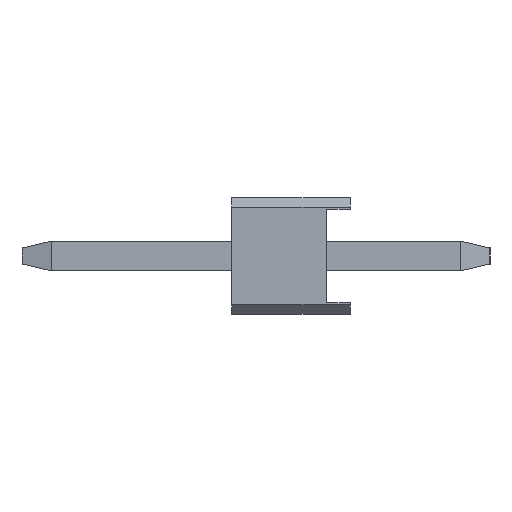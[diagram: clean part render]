
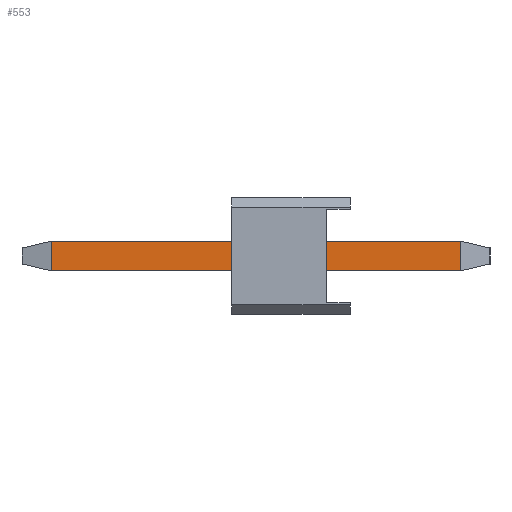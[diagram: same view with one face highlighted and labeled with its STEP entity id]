
A CAD part, left-side view. The second image highlights one B-rep face of the part: STEP entity #553.
In plain terms, the highlighted planar face has unit normal (-1, 0, 0).
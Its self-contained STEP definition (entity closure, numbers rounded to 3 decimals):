
#553 = ADVANCED_FACE( '', ( #1053 ), #1054, .F. );
#1053 = FACE_OUTER_BOUND( '', #1517, .T. );
#1054 = PLANE( '', #1518 );
#1517 = EDGE_LOOP( '', ( #2804, #2805, #2806, #2807 ) );
#1518 = AXIS2_PLACEMENT_3D( '', #2808, #2809, #2810 );
#2804 = ORIENTED_EDGE( '', *, *, #3399, .T. );
#2805 = ORIENTED_EDGE( '', *, *, #2965, .F. );
#2806 = ORIENTED_EDGE( '', *, *, #3378, .F. );
#2807 = ORIENTED_EDGE( '', *, *, #3028, .T. );
#2808 = CARTESIAN_POINT( '', ( -0.32, 6.4, 0.32 ) );
#2809 = DIRECTION( '', ( 1., 0., 0. ) );
#2810 = DIRECTION( '', ( 0., 0., -1. ) );
#2965 = EDGE_CURVE( '', #3519, #3515, #3521, .T. );
#3028 = EDGE_CURVE( '', #3628, #3632, #3634, .T. );
#3378 = EDGE_CURVE( '', #3628, #3519, #4192, .T. );
#3399 = EDGE_CURVE( '', #3632, #3515, #4214, .T. );
#3515 = VERTEX_POINT( '', #4335 );
#3519 = VERTEX_POINT( '', #4341 );
#3521 = LINE( '', #4344, #4345 );
#3628 = VERTEX_POINT( '', #4499 );
#3632 = VERTEX_POINT( '', #4505 );
#3634 = LINE( '', #4508, #4509 );
#4192 = LINE( '', #5364, #5365 );
#4214 = LINE( '', #5397, #5398 );
#4335 = CARTESIAN_POINT( '', ( -0.32, -2.36, -0.32 ) );
#4341 = CARTESIAN_POINT( '', ( -0.32, -2.36, 0.32 ) );
#4344 = CARTESIAN_POINT( '', ( -0.32, -2.36, 0.32 ) );
#4345 = VECTOR( '', #5549, 1000. );
#4499 = CARTESIAN_POINT( '', ( -0.32, 6.4, 0.32 ) );
#4505 = CARTESIAN_POINT( '', ( -0.32, 6.4, -0.32 ) );
#4508 = CARTESIAN_POINT( '', ( -0.32, 6.4, 0.32 ) );
#4509 = VECTOR( '', #5600, 1000. );
#5364 = CARTESIAN_POINT( '', ( -0.32, 6.4, 0.32 ) );
#5365 = VECTOR( '', #5898, 1000. );
#5397 = CARTESIAN_POINT( '', ( -0.32, 6.4, -0.32 ) );
#5398 = VECTOR( '', #5909, 1000. );
#5549 = DIRECTION( '', ( 0., 0., -1. ) );
#5600 = DIRECTION( '', ( 0., 0., -1. ) );
#5898 = DIRECTION( '', ( 0., -1., 0. ) );
#5909 = DIRECTION( '', ( 0., -1., 0. ) );
